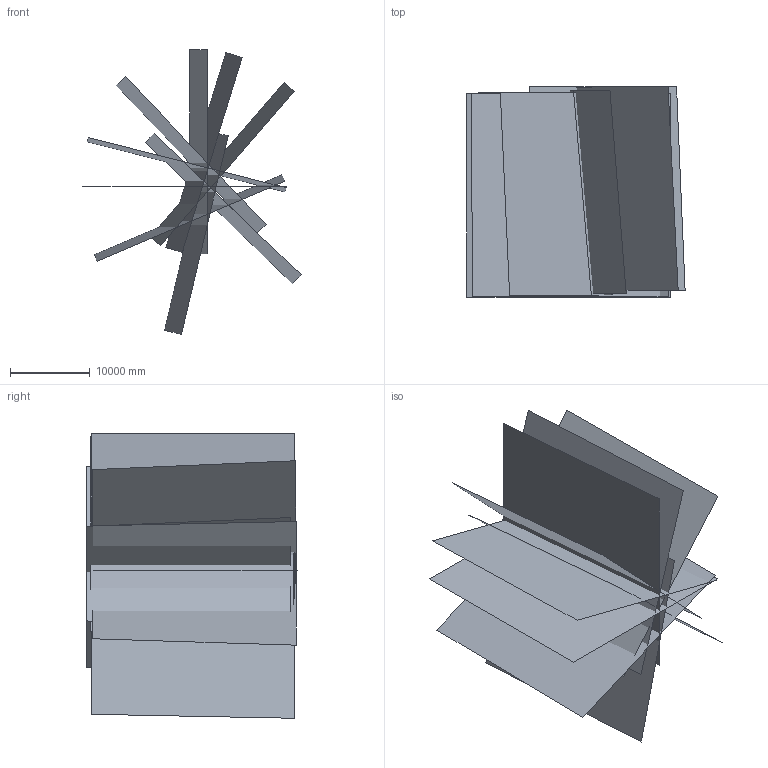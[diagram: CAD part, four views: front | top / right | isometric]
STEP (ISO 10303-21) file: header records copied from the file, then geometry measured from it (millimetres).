
FILE_DESCRIPTION(('Open CASCADE Model'),'2;1');
FILE_NAME('Open CASCADE Shape Model','2016-07-14T18:01:35',('Author'),( 'Open CASCADE'),'Open CASCADE STEP processor 6.5','Open CASCADE 6.5' ,'Unknown');
FILE_SCHEMA(('AUTOMOTIVE_DESIGN_CC2 { 1 2 10303 214 -1 1 5 4 }'));
Length unit declared in the file: millimetre
Products named in the file (9): Open CASCADE STEP translator 6.5 1; Open CASCADE STEP translator 6.5 2; Open CASCADE STEP translator 6.5 3; Open CASCADE STEP translator 6.5 4; Open CASCADE STEP translator 6.5 5; Open CASCADE STEP translator 6.5 6; Open CASCADE STEP translator 6.5 7; Open CASCADE STEP translator 6.5 8; Open CASCADE STEP translator 6.5 9
Bounding box: 27409.61 x 26432.76 x 35734.3 mm (x, y, z)
Surface area: 5899012707 mm2 (no closed solid volume)
Topology: 0 solids, 9 shells, 9 faces, 36 edges, 36 vertices
Faces by surface type: plane 9
Entity records: 726 total; most frequent: CARTESIAN_POINT 118, DIRECTION 92, LINE 72, VECTOR 72, ORIENTED_EDGE 36, EDGE_CURVE 36, VERTEX_POINT 36, SURFACE_CURVE 36
